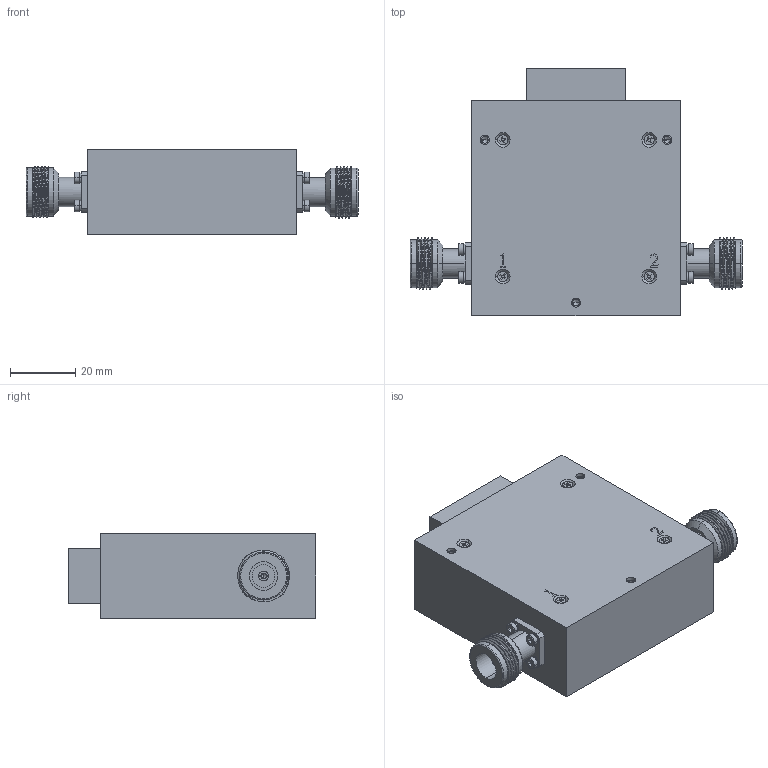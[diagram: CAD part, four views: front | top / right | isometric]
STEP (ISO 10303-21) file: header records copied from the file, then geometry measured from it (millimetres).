
FILE_DESCRIPTION (( 'STEP AP214' ), '1' );
FILE_NAME ('FMIR1053_3D.step', '2025-04-17T16:44:28', ( '' ), ( '' ), 'SwSTEP 2.0', 'SolidWorks 2022', '' );
FILE_SCHEMA (( 'AUTOMOTIVE_DESIGN' ));
Length unit declared in the file: millimetre
Products named in the file (1): FMIR1053_3D
Bounding box: 102 x 76 x 26 mm (x, y, z)
Volume: 115974.6 mm3; surface area: 23693.3 mm2
Topology: 1 solids, 36 shells, 1118 faces, 2915 edges, 1850 vertices
Faces by surface type: plane 530, cylinder 422, cone 124, bspline 22, torus 20
Entity records: 36817 total; most frequent: CARTESIAN_POINT 9686, DIRECTION 5719, ORIENTED_EDGE 5678, EDGE_CURVE 2839, AXIS2_PLACEMENT_3D 2117, VERTEX_POINT 1850, VECTOR 1485, LINE 1485
